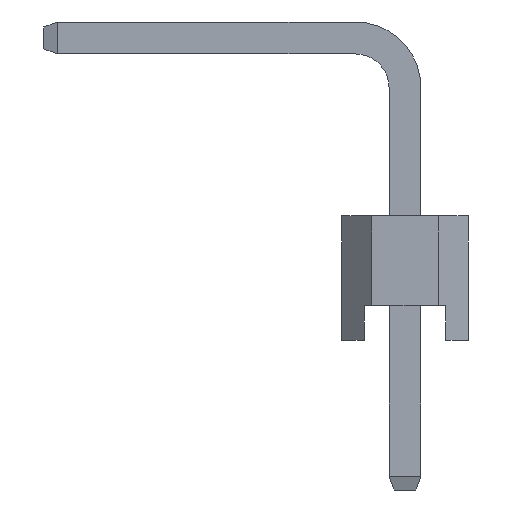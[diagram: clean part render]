
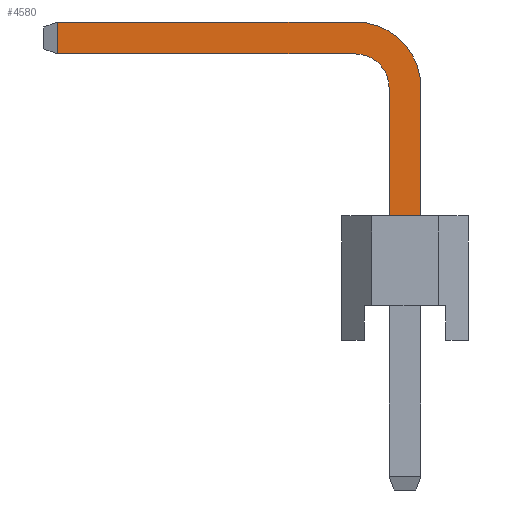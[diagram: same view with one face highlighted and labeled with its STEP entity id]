
A CAD part, left-side view. The second image highlights one B-rep face of the part: STEP entity #4580.
In plain terms, the highlighted planar face has unit normal (-1, 0, 0).
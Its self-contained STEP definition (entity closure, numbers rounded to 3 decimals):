
#4580=ADVANCED_FACE('',(#14122),#14124,.T.);
#14122=FACE_BOUND('',#14123,.T.);
#14123=EDGE_LOOP('',(#21993,#21994,#21995,#21996,#21997,#21998,#21999,#22000));
#14124=PLANE('',#14125);
#14125=AXIS2_PLACEMENT_3D('',#14126,#14127,#14128);
#14126=CARTESIAN_POINT('',(-0.32,0.32,-3.));
#14127=DIRECTION('',(-1.,0.,0.));
#14128=DIRECTION('',(0.,-1.,0.));
#21993=ORIENTED_EDGE('',*,*,#26762,.F.);
#21994=ORIENTED_EDGE('',*,*,#26763,.F.);
#21995=ORIENTED_EDGE('',*,*,#26764,.F.);
#21996=ORIENTED_EDGE('',*,*,#26751,.F.);
#21997=ORIENTED_EDGE('',*,*,#24970,.T.);
#21998=ORIENTED_EDGE('',*,*,#26761,.T.);
#21999=ORIENTED_EDGE('',*,*,#26765,.T.);
#22000=ORIENTED_EDGE('',*,*,#26766,.T.);
#24970=EDGE_CURVE('',#28284,#28288,#28290,.T.);
#26751=EDGE_CURVE('',#28284,#31281,#31282,.T.);
#26761=EDGE_CURVE('',#28288,#31297,#31299,.T.);
#26762=EDGE_CURVE('',#31300,#31301,#31302,.T.);
#26763=EDGE_CURVE('',#31303,#31300,#31304,.T.);
#26764=EDGE_CURVE('',#31281,#31303,#31305,.T.);
#26765=EDGE_CURVE('',#31297,#31306,#31307,.T.);
#26766=EDGE_CURVE('',#31306,#31301,#31308,.T.);
#28284=VERTEX_POINT('',#33834);
#28288=VERTEX_POINT('',#33842);
#28290=LINE('',#33846,#33847);
#31281=VERTEX_POINT('',#40539);
#31282=LINE('',#40540,#40541);
#31297=VERTEX_POINT('',#40575);
#31299=LINE('',#40579,#40580);
#31300=VERTEX_POINT('',#40582);
#31301=VERTEX_POINT('',#40583);
#31302=LINE('',#40584,#40585);
#31303=VERTEX_POINT('',#40587);
#31304=LINE('',#40588,#40589);
#31305=CIRCLE('',#40591,0.68);
#31306=VERTEX_POINT('',#40595);
#31307=CIRCLE('',#40596,1.32);
#31308=LINE('',#40600,#40601);
#33834=CARTESIAN_POINT('',(-0.32,0.32,2.5));
#33842=CARTESIAN_POINT('',(-0.32,-0.32,2.5));
#33846=CARTESIAN_POINT('',(-0.32,0.32,2.5));
#33847=VECTOR('',#33848,1.);
#33848=DIRECTION('',(0.,-1.,0.));
#40539=CARTESIAN_POINT('',(-0.32,0.32,5.07));
#40540=CARTESIAN_POINT('',(-0.32,0.32,2.5));
#40541=VECTOR('',#40542,1.);
#40542=DIRECTION('',(0.,0.,1.));
#40575=CARTESIAN_POINT('',(-0.32,-0.32,5.07));
#40579=CARTESIAN_POINT('',(-0.32,-0.32,2.5));
#40580=VECTOR('',#40581,1.);
#40581=DIRECTION('',(0.,0.,1.));
#40582=CARTESIAN_POINT('',(-0.32,6.975,5.75));
#40583=CARTESIAN_POINT('',(-0.32,6.975,6.39));
#40584=CARTESIAN_POINT('',(-0.32,6.975,5.75));
#40585=VECTOR('',#40586,1.);
#40586=DIRECTION('',(0.,0.,1.));
#40587=CARTESIAN_POINT('',(-0.32,1.,5.75));
#40588=CARTESIAN_POINT('',(-0.32,1.,5.75));
#40589=VECTOR('',#40590,1.);
#40590=DIRECTION('',(0.,1.,0.));
#40591=AXIS2_PLACEMENT_3D('',#40592,#40593,#40594);
#40592=CARTESIAN_POINT('',(-0.32,1.,5.07));
#40593=DIRECTION('',(-1.,-0.,0.));
#40594=DIRECTION('',(0.,-1.,0.));
#40595=CARTESIAN_POINT('',(-0.32,1.,6.39));
#40596=AXIS2_PLACEMENT_3D('',#40597,#40598,#40599);
#40597=CARTESIAN_POINT('',(-0.32,1.,5.07));
#40598=DIRECTION('',(-1.,-0.,0.));
#40599=DIRECTION('',(0.,-1.,0.));
#40600=CARTESIAN_POINT('',(-0.32,1.,6.39));
#40601=VECTOR('',#40602,1.);
#40602=DIRECTION('',(0.,1.,0.));
